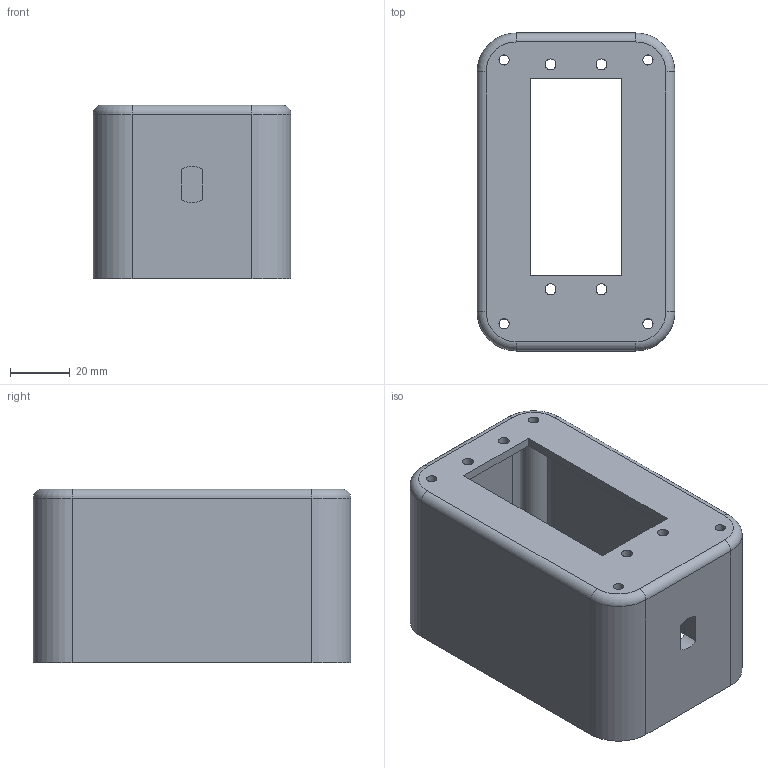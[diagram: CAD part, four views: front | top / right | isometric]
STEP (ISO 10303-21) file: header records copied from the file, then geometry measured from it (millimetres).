
FILE_DESCRIPTION(('FreeCAD Model'),'2;1');
FILE_NAME('Open CASCADE Shape Model','2023-05-06T09:49:16',(''),(''), 'Open CASCADE STEP processor 7.6','FreeCAD','Unknown');
FILE_SCHEMA(('AUTOMOTIVE_DESIGN { 1 0 10303 214 1 1 1 1 }'));
Length unit declared in the file: millimetre
Products named in the file (1): Pocket046
Bounding box: 66 x 106 x 58 mm (x, y, z)
Volume: 77910.5 mm3; surface area: 52431.6 mm2
Topology: 1 solids, 1 shells, 57 faces, 151 edges, 98 vertices
Faces by surface type: cylinder 31, plane 22, torus 4
Full cylindrical faces by diameter (mm): 3.4 x4, 3.65 x4, 30 x1
Entity records: 3885 total; most frequent: CARTESIAN_POINT 823, DIRECTION 584, ORIENTED_EDGE 302, PCURVE 302, DEFINITIONAL_REPRESENTATION 302, LINE 289, VECTOR 289, EDGE_CURVE 151
